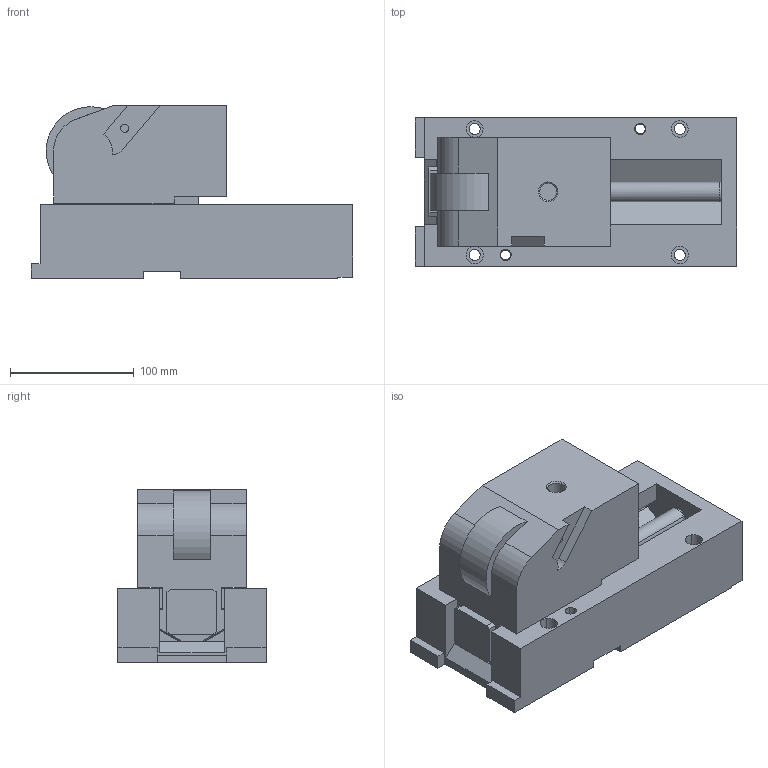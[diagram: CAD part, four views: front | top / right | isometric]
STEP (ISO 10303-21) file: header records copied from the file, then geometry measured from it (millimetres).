
FILE_DESCRIPTION(('CATIA V5 STEP Exchange'),'2;1');
FILE_NAME('CRCS-05000-100_1.stp','2015-03-24T17:41:46+00:00',('none'),('none'),'CATIA Version 5 Release 20 GA (IN-10)','CATIA V5 STEP AP203','none');
FILE_SCHEMA(('CONFIG_CONTROL_DESIGN'));
Length unit declared in the file: millimetre
Products named in the file (1): CRCS-05000-100_1
Bounding box: 260 x 120 x 140 mm (x, y, z)
Volume: 2414719.6 mm3; surface area: 272530.7 mm2
Topology: 4 solids, 11 shells, 229 faces, 564 edges, 366 vertices
Faces by surface type: plane 137, cylinder 71, cone 14, torus 7
Entity records: 6397 total; most frequent: CARTESIAN_POINT 1257, ORIENTED_EDGE 1116, DIRECTION 860, EDGE_CURVE 558, VECTOR 375, LINE 375, VERTEX_POINT 366, AXIS2_PLACEMENT_3D 323
